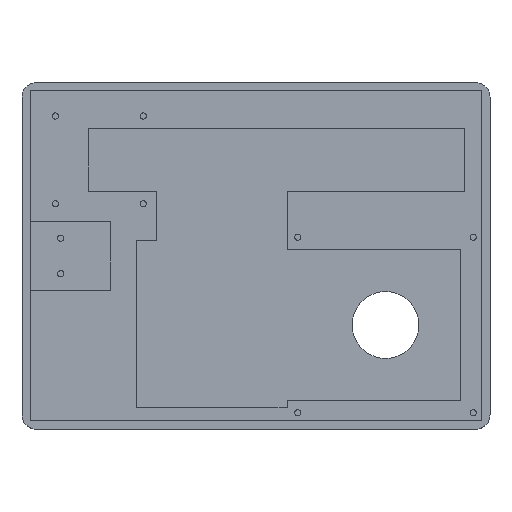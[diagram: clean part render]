
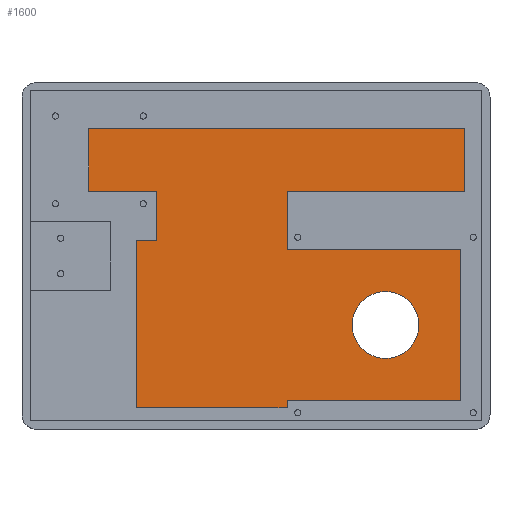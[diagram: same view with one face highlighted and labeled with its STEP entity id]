
A CAD part, top view. The second image highlights one B-rep face of the part: STEP entity #1600.
In plain terms, the highlighted planar face has unit normal (0, 0, 1).
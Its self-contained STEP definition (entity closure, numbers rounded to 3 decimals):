
#19=FACE_BOUND('',#248,.T.);
#79=PLANE('',#1719);
#156=FACE_OUTER_BOUND('',#247,.T.);
#247=EDGE_LOOP('',(#1302,#1303,#1304,#1305,#1306,#1307,#1308,#1309,#1310,
#1311,#1312,#1313,#1314,#1315));
#248=EDGE_LOOP('',(#1316));
#397=LINE('',#2433,#582);
#401=LINE('',#2440,#586);
#404=LINE('',#2446,#589);
#407=LINE('',#2452,#592);
#410=LINE('',#2458,#595);
#413=LINE('',#2464,#598);
#416=LINE('',#2470,#601);
#419=LINE('',#2478,#604);
#423=LINE('',#2487,#608);
#426=LINE('',#2491,#611);
#427=LINE('',#2494,#612);
#431=LINE('',#2500,#616);
#433=LINE('',#2505,#618);
#436=LINE('',#2509,#621);
#582=VECTOR('',#1973,10.);
#586=VECTOR('',#1979,10.);
#589=VECTOR('',#1984,10.);
#592=VECTOR('',#1989,10.);
#595=VECTOR('',#1994,10.);
#598=VECTOR('',#1999,10.);
#601=VECTOR('',#2004,10.);
#604=VECTOR('',#2009,10.);
#608=VECTOR('',#2015,10.);
#611=VECTOR('',#2020,10.);
#612=VECTOR('',#2023,10.);
#616=VECTOR('',#2029,10.);
#618=VECTOR('',#2033,10.);
#621=VECTOR('',#2038,10.);
#679=CIRCLE('',#1655,8.);
#717=VERTEX_POINT('',#2218);
#791=VERTEX_POINT('',#2430);
#792=VERTEX_POINT('',#2432);
#794=VERTEX_POINT('',#2438);
#796=VERTEX_POINT('',#2444);
#798=VERTEX_POINT('',#2450);
#800=VERTEX_POINT('',#2456);
#802=VERTEX_POINT('',#2462);
#804=VERTEX_POINT('',#2468);
#807=VERTEX_POINT('',#2475);
#808=VERTEX_POINT('',#2477);
#811=VERTEX_POINT('',#2484);
#812=VERTEX_POINT('',#2486);
#813=VERTEX_POINT('',#2493);
#816=VERTEX_POINT('',#2504);
#865=EDGE_CURVE('',#717,#717,#679,.T.);
#971=EDGE_CURVE('',#791,#792,#397,.T.);
#975=EDGE_CURVE('',#794,#791,#401,.T.);
#978=EDGE_CURVE('',#796,#794,#404,.T.);
#981=EDGE_CURVE('',#798,#796,#407,.T.);
#984=EDGE_CURVE('',#800,#798,#410,.T.);
#987=EDGE_CURVE('',#802,#800,#413,.T.);
#990=EDGE_CURVE('',#804,#802,#416,.T.);
#993=EDGE_CURVE('',#807,#808,#419,.T.);
#997=EDGE_CURVE('',#811,#812,#423,.T.);
#1000=EDGE_CURVE('',#792,#811,#426,.T.);
#1001=EDGE_CURVE('',#812,#813,#427,.T.);
#1005=EDGE_CURVE('',#808,#804,#431,.T.);
#1007=EDGE_CURVE('',#813,#816,#433,.T.);
#1010=EDGE_CURVE('',#816,#807,#436,.T.);
#1302=ORIENTED_EDGE('',*,*,#1010,.F.);
#1303=ORIENTED_EDGE('',*,*,#1007,.F.);
#1304=ORIENTED_EDGE('',*,*,#1001,.F.);
#1305=ORIENTED_EDGE('',*,*,#997,.F.);
#1306=ORIENTED_EDGE('',*,*,#1000,.F.);
#1307=ORIENTED_EDGE('',*,*,#971,.F.);
#1308=ORIENTED_EDGE('',*,*,#975,.F.);
#1309=ORIENTED_EDGE('',*,*,#978,.F.);
#1310=ORIENTED_EDGE('',*,*,#981,.F.);
#1311=ORIENTED_EDGE('',*,*,#984,.F.);
#1312=ORIENTED_EDGE('',*,*,#987,.F.);
#1313=ORIENTED_EDGE('',*,*,#990,.F.);
#1314=ORIENTED_EDGE('',*,*,#1005,.F.);
#1315=ORIENTED_EDGE('',*,*,#993,.F.);
#1316=ORIENTED_EDGE('',*,*,#865,.T.);
#1600=ADVANCED_FACE('',(#156,#19),#79,.F.);
#1655=AXIS2_PLACEMENT_3D('',#2219,#1783,#1784);
#1719=AXIS2_PLACEMENT_3D('',#2510,#2039,#2040);
#1783=DIRECTION('center_axis',(0.,0.,-1.));
#1784=DIRECTION('ref_axis',(-1.,0.,0.));
#1973=DIRECTION('',(0.,1.,0.));
#1979=DIRECTION('',(-1.,0.,0.));
#1984=DIRECTION('',(0.,-1.,0.));
#1989=DIRECTION('',(-1.,0.,0.));
#1994=DIRECTION('',(0.,-1.,0.));
#1999=DIRECTION('',(1.,0.,0.));
#2004=DIRECTION('',(0.,-1.,0.));
#2009=DIRECTION('',(0.,-1.,0.));
#2015=DIRECTION('',(0.,1.,0.));
#2020=DIRECTION('',(1.,0.,0.));
#2023=DIRECTION('',(-1.,0.,0.));
#2029=DIRECTION('',(-1.,0.,0.));
#2033=DIRECTION('',(0.,1.,0.));
#2038=DIRECTION('',(1.,0.,0.));
#2039=DIRECTION('center_axis',(0.,0.,-1.));
#2040=DIRECTION('ref_axis',(-1.,0.,0.));
#2218=CARTESIAN_POINT('',(39.,-16.5,2.));
#2219=CARTESIAN_POINT('Origin',(31.,-16.5,2.));
#2430=CARTESIAN_POINT('',(-28.575,-36.297,2.));
#2432=CARTESIAN_POINT('',(-28.575,3.703,2.));
#2433=CARTESIAN_POINT('',(-28.575,3.703,2.));
#2438=CARTESIAN_POINT('',(7.425,-36.297,2.));
#2440=CARTESIAN_POINT('',(-28.575,-36.297,2.));
#2444=CARTESIAN_POINT('',(7.425,-34.5,2.));
#2446=CARTESIAN_POINT('',(7.425,-36.297,2.));
#2450=CARTESIAN_POINT('',(49.,-34.5,2.));
#2452=CARTESIAN_POINT('',(13.,-34.5,2.));
#2456=CARTESIAN_POINT('',(49.,1.5,2.));
#2458=CARTESIAN_POINT('',(49.,-34.5,2.));
#2462=CARTESIAN_POINT('',(7.425,1.5,2.));
#2464=CARTESIAN_POINT('',(49.,1.5,2.));
#2468=CARTESIAN_POINT('',(7.425,15.5,2.));
#2470=CARTESIAN_POINT('',(7.425,-36.297,2.));
#2475=CARTESIAN_POINT('',(49.946,30.5,2.));
#2477=CARTESIAN_POINT('',(49.946,15.5,2.));
#2478=CARTESIAN_POINT('',(49.946,15.5,2.));
#2484=CARTESIAN_POINT('',(-23.74,3.703,2.));
#2486=CARTESIAN_POINT('',(-23.74,15.5,2.));
#2487=CARTESIAN_POINT('',(-23.74,21.018,2.));
#2491=CARTESIAN_POINT('',(7.425,3.703,2.));
#2493=CARTESIAN_POINT('',(-40.054,15.5,2.));
#2494=CARTESIAN_POINT('',(29.946,15.5,2.));
#2500=CARTESIAN_POINT('',(29.946,15.5,2.));
#2504=CARTESIAN_POINT('',(-40.054,30.5,2.));
#2505=CARTESIAN_POINT('',(-40.054,30.5,2.));
#2509=CARTESIAN_POINT('',(49.946,30.5,2.));
#2510=CARTESIAN_POINT('Origin',(-5.054,23.,2.));
